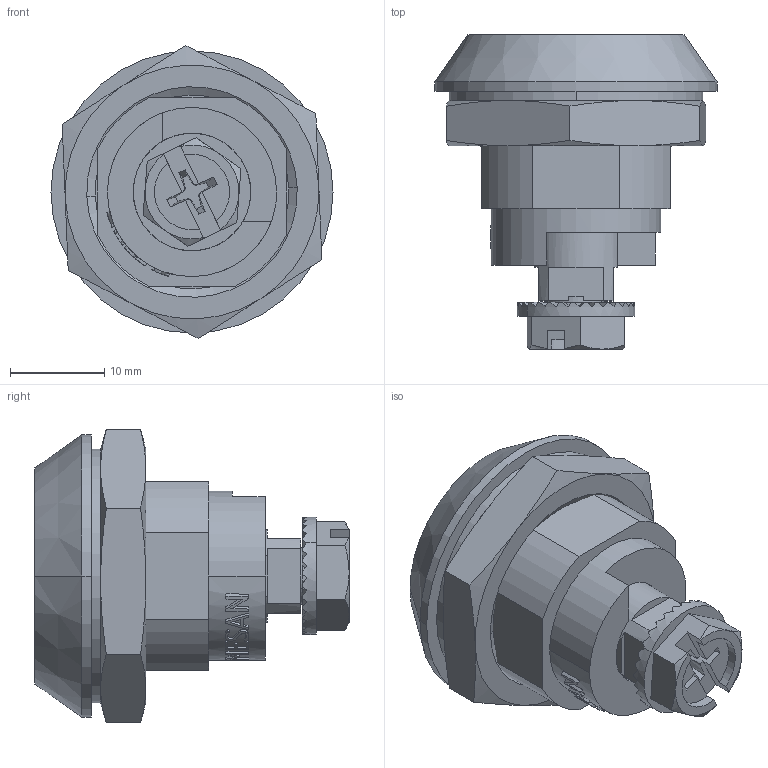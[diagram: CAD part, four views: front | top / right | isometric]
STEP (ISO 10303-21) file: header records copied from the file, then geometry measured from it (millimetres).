
FILE_DESCRIPTION (( 'STEP AP214' ), '1' );
FILE_NAME ('461.11.11.15.00.002.STEP', '2017-08-09T12:02:07', ( '' ), ( '' ), 'SwSTEP 2.0', 'SolidWorks 2017', '' );
FILE_SCHEMA (( 'AUTOMOTIVE_DESIGN' ));
Length unit declared in the file: millimetre
Products named in the file (7): 20501015_2; _104_2; 4_5; _71_2; _503_2; 20301019_2; 461.11.11.15.00.002
Assembly tree (6 placements, depth 2):
  461.11.11.15.00.002
    20301019_2
    _503_2
    _71_2
    4_5
    _104_2
    20501015_2
Bounding box: 30 x 33.43 x 31.15 mm (x, y, z)
Volume: 9870.6 mm3; surface area: 9666.5 mm2
Topology: 6 solids, 6 shells, 449 faces, 1244 edges, 829 vertices
Faces by surface type: plane 275, cylinder 92, cone 49, bspline 22, torus 11
Entity records: 16422 total; most frequent: CARTESIAN_POINT 4915, ORIENTED_EDGE 2480, DIRECTION 2207, EDGE_CURVE 1240, VERTEX_POINT 829, AXIS2_PLACEMENT_3D 750, VECTOR 707, LINE 707
